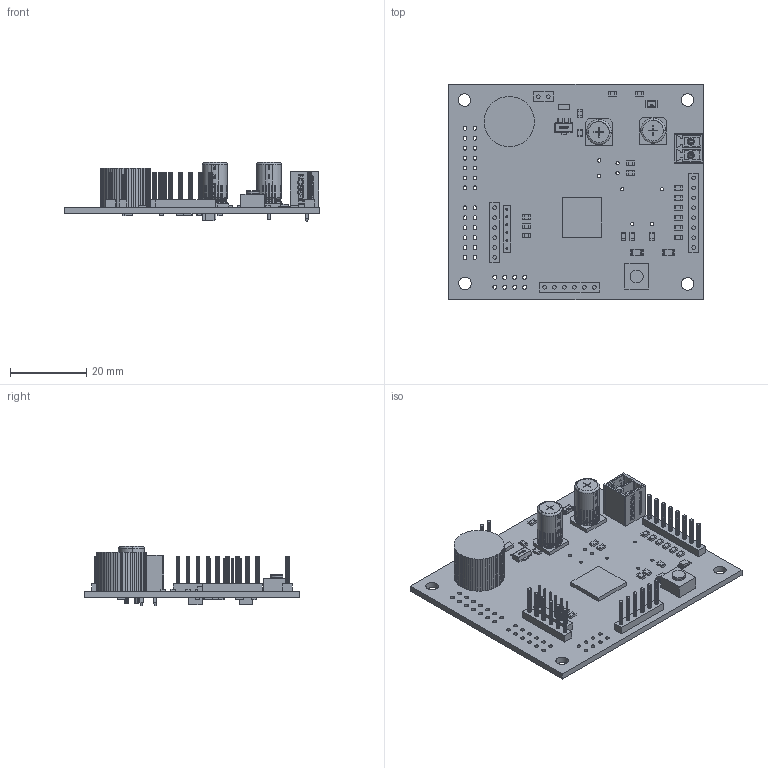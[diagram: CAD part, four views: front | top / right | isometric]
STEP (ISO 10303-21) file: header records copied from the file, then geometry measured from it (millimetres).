
FILE_DESCRIPTION(('FreeCAD Model'),'2;1');
FILE_NAME('Open CASCADE Shape Model','2025-05-03T03:52:42',('FreeCAD'),( 'FreeCAD'),'Open CASCADE STEP processor 7.6','FreeCAD','Unknown');
FILE_SCHEMA(('AUTOMOTIVE_DESIGN { 1 0 10303 214 1 1 1 1 }'));
Products named in the file (1): Open CASCADE STEP translator 7.6 1
Bounding box: 66.9 x 56.6 x 15.54 mm (x, y, z)
Volume: 8991.5 mm3; surface area: 14522.8 mm2
Topology: 230 solids, 238 shells, 4122 faces, 10408 edges, 6884 vertices
Faces by surface type: bspline 4122
Entity records: 140062 total; most frequent: CARTESIAN_POINT 75139, ORIENTED_EDGE 20676, EDGE_CURVE 10392, B_SPLINE_CURVE_WITH_KNOTS 9720, VERTEX_POINT 6884, FACE_BOUND 4434, EDGE_LOOP 4434, ADVANCED_FACE 4122
